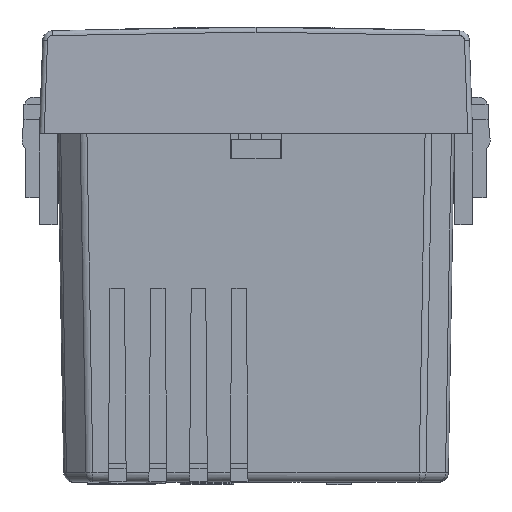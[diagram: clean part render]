
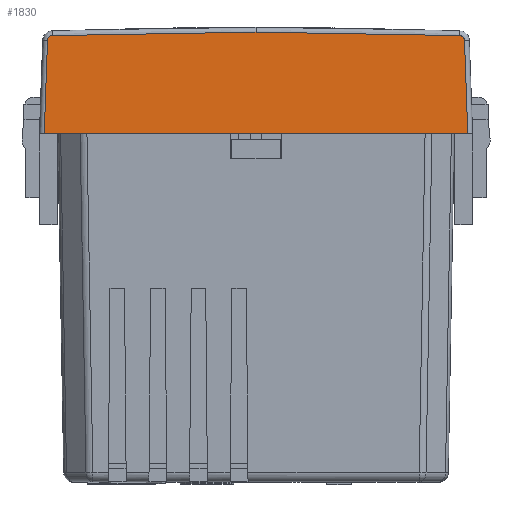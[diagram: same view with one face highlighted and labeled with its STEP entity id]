
A CAD part, top view. The second image highlights one B-rep face of the part: STEP entity #1830.
In plain terms, the highlighted face is planar.
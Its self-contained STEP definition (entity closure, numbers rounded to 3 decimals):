
#37 = DIRECTION ( 'NONE',  ( -0.017, 0.035, -0.999 ) ) ;
#1830 = ADVANCED_FACE ( 'NONE', ( #9575 ), #32714, .T. ) ;
#1902 = CARTESIAN_POINT ( 'NONE',  ( -33.473, -21.079, 10.154 ) ) ;
#2071 = CARTESIAN_POINT ( 'NONE',  ( -33.473, 21.079, 10.154 ) ) ;
#2081 = DIRECTION ( 'NONE',  ( 0., 1., 0. ) ) ;
#3266 = EDGE_LOOP ( 'NONE', ( #13847, #4977, #32720, #18785, #17010, #3524, #11736 ) ) ;
#3524 = ORIENTED_EDGE ( 'NONE', *, *, #23009, .T. ) ;
#3965 = CARTESIAN_POINT ( 'NONE',  ( -33.473, -21.079, 10.154 ) ) ;
#4120 = EDGE_CURVE ( 'NONE', #28829, #16310, #18073, .T. ) ;
#4510 =( BOUNDED_CURVE ( )  B_SPLINE_CURVE ( 3, ( #3965, #19780, #11764, #30187 ),
 .UNSPECIFIED., .F., .T. ) 
 B_SPLINE_CURVE_WITH_KNOTS ( ( 4, 4 ),
 ( 6.25, 6.283 ),
 .UNSPECIFIED. ) 
 CURVE ( )  GEOMETRIC_REPRESENTATION_ITEM ( )  RATIONAL_B_SPLINE_CURVE ( ( 1., 1., 1., 1. ) ) 
 REPRESENTATION_ITEM ( '' )  );
#4639 = CARTESIAN_POINT ( 'NONE',  ( -33.65, -21.901, -0.017 ) ) ;
#4658 = VERTEX_POINT ( 'NONE', #24626 ) ;
#4977 = ORIENTED_EDGE ( 'NONE', *, *, #4120, .T. ) ;
#6707 = CARTESIAN_POINT ( 'NONE',  ( -33.467, 0., 10.509 ) ) ;
#6802 = CARTESIAN_POINT ( 'NONE',  ( -33.473, 21.079, 10.154 ) ) ;
#7032 = EDGE_CURVE ( 'NONE', #4658, #28404, #14018, .T. ) ;
#7182 = LINE ( 'NONE', #4639, #20957 ) ;
#8548 =( BOUNDED_CURVE ( )  B_SPLINE_CURVE ( 3, ( #6802, #19369, #12240, #14619 ),
 .UNSPECIFIED., .F., .T. ) 
 B_SPLINE_CURVE_WITH_KNOTS ( ( 4, 4 ),
 ( 0.034, 1.536 ),
 .UNSPECIFIED. ) 
 CURVE ( )  GEOMETRIC_REPRESENTATION_ITEM ( )  RATIONAL_B_SPLINE_CURVE ( ( 1., 0.821, 0.821, 1. ) ) 
 REPRESENTATION_ITEM ( '' )  );
#8850 = VERTEX_POINT ( 'NONE', #6707 ) ;
#9143 = CARTESIAN_POINT ( 'NONE',  ( -33.481, -21.562, 9.672 ) ) ;
#9575 = FACE_OUTER_BOUND ( 'NONE', #3266, .T. ) ;
#9662 =( BOUNDED_CURVE ( )  B_SPLINE_CURVE ( 3, ( #30342, #22648, #9739, #2071 ),
 .UNSPECIFIED., .F., .T. ) 
 B_SPLINE_CURVE_WITH_KNOTS ( ( 4, 4 ),
 ( 0., 0.034 ),
 .UNSPECIFIED. ) 
 CURVE ( )  GEOMETRIC_REPRESENTATION_ITEM ( )  RATIONAL_B_SPLINE_CURVE ( ( 1., 1., 1., 1. ) ) 
 REPRESENTATION_ITEM ( '' )  );
#9739 = CARTESIAN_POINT ( 'NONE',  ( -33.469, 14.055, 10.391 ) ) ;
#10474 = VERTEX_POINT ( 'NONE', #14548 ) ;
#11736 = ORIENTED_EDGE ( 'NONE', *, *, #12908, .T. ) ;
#11764 = CARTESIAN_POINT ( 'NONE',  ( -33.467, -7.028, 10.509 ) ) ;
#12066 = EDGE_CURVE ( 'NONE', #10474, #28829, #8548, .T. ) ;
#12240 = CARTESIAN_POINT ( 'NONE',  ( -33.476, 21.553, 9.949 ) ) ;
#12908 = EDGE_CURVE ( 'NONE', #8850, #10474, #9662, .T. ) ;
#13847 = ORIENTED_EDGE ( 'NONE', *, *, #12066, .T. ) ;
#14018 =( BOUNDED_CURVE ( )  B_SPLINE_CURVE ( 3, ( #9143, #24291, #19521, #29932 ),
 .UNSPECIFIED., .F., .T. ) 
 B_SPLINE_CURVE_WITH_KNOTS ( ( 4, 4 ),
 ( 4.747, 6.25 ),
 .UNSPECIFIED. ) 
 CURVE ( )  GEOMETRIC_REPRESENTATION_ITEM ( )  RATIONAL_B_SPLINE_CURVE ( ( 1., 0.821, 0.821, 1. ) ) 
 REPRESENTATION_ITEM ( '' )  );
#14548 = CARTESIAN_POINT ( 'NONE',  ( -33.473, 21.079, 10.154 ) ) ;
#14619 = CARTESIAN_POINT ( 'NONE',  ( -33.481, 21.562, 9.672 ) ) ;
#15863 = CARTESIAN_POINT ( 'NONE',  ( -33.65, 21.9, 0. ) ) ;
#16310 = VERTEX_POINT ( 'NONE', #15863 ) ;
#17010 = ORIENTED_EDGE ( 'NONE', *, *, #7032, .T. ) ;
#17583 = DIRECTION ( 'NONE',  ( -1., 0., 0.017 ) ) ;
#18073 = LINE ( 'NONE', #18569, #22710 ) ;
#18569 = CARTESIAN_POINT ( 'NONE',  ( -33.623, 21.846, 1.545 ) ) ;
#18785 = ORIENTED_EDGE ( 'NONE', *, *, #26529, .T. ) ;
#19107 = VECTOR ( 'NONE', #26371, 1000. ) ;
#19369 = CARTESIAN_POINT ( 'NONE',  ( -33.473, 21.356, 10.145 ) ) ;
#19521 = CARTESIAN_POINT ( 'NONE',  ( -33.473, -21.356, 10.145 ) ) ;
#19777 = EDGE_CURVE ( 'NONE', #16310, #27151, #20749, .T. ) ;
#19780 = CARTESIAN_POINT ( 'NONE',  ( -33.469, -14.055, 10.391 ) ) ;
#19785 = CARTESIAN_POINT ( 'NONE',  ( -33.65, -22.4, 0. ) ) ;
#20749 = LINE ( 'NONE', #28752, #19107 ) ;
#20957 = VECTOR ( 'NONE', #32874, 1000. ) ;
#22596 = CARTESIAN_POINT ( 'NONE',  ( -33.481, 21.562, 9.672 ) ) ;
#22648 = CARTESIAN_POINT ( 'NONE',  ( -33.467, 7.028, 10.509 ) ) ;
#22710 = VECTOR ( 'NONE', #37, 1000. ) ;
#23009 = EDGE_CURVE ( 'NONE', #28404, #8850, #4510, .T. ) ;
#24228 = CARTESIAN_POINT ( 'NONE',  ( -33.65, -21.9, 0. ) ) ;
#24291 = CARTESIAN_POINT ( 'NONE',  ( -33.476, -21.553, 9.949 ) ) ;
#24626 = CARTESIAN_POINT ( 'NONE',  ( -33.481, -21.562, 9.672 ) ) ;
#26371 = DIRECTION ( 'NONE',  ( 0., -1., 0. ) ) ;
#26503 = AXIS2_PLACEMENT_3D ( 'NONE', #19785, #17583, #2081 ) ;
#26529 = EDGE_CURVE ( 'NONE', #27151, #4658, #7182, .T. ) ;
#27151 = VERTEX_POINT ( 'NONE', #24228 ) ;
#28404 = VERTEX_POINT ( 'NONE', #1902 ) ;
#28752 = CARTESIAN_POINT ( 'NONE',  ( -33.65, -22.4, 0. ) ) ;
#28829 = VERTEX_POINT ( 'NONE', #22596 ) ;
#29932 = CARTESIAN_POINT ( 'NONE',  ( -33.473, -21.079, 10.154 ) ) ;
#30187 = CARTESIAN_POINT ( 'NONE',  ( -33.467, 0., 10.509 ) ) ;
#30342 = CARTESIAN_POINT ( 'NONE',  ( -33.467, 0., 10.509 ) ) ;
#32714 = PLANE ( 'NONE',  #26503 ) ;
#32720 = ORIENTED_EDGE ( 'NONE', *, *, #19777, .T. ) ;
#32874 = DIRECTION ( 'NONE',  ( 0.017, 0.035, 0.999 ) ) ;
